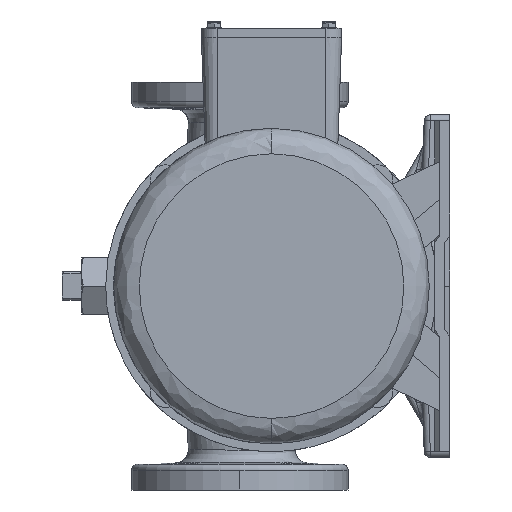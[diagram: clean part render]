
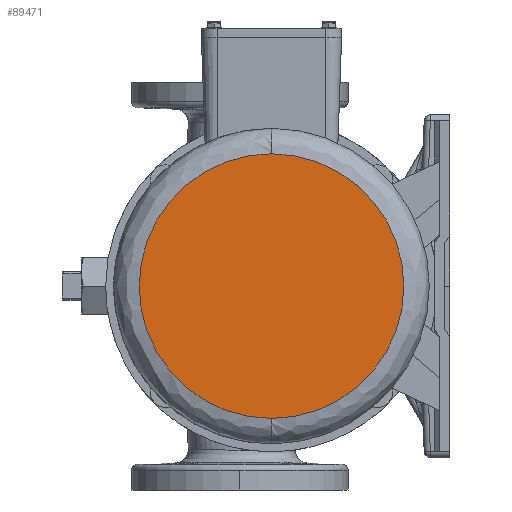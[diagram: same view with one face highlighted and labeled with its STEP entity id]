
A CAD part, left-side view. The second image highlights one B-rep face of the part: STEP entity #89471.
In plain terms, the highlighted free-form (B-spline) face has degree [1, 1] with [4, 2] control points.
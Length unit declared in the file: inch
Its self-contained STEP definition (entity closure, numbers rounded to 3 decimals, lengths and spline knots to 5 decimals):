
#22375 = ORIENTED_EDGE ( 'NONE', *, *, #148756, .F. ) ;
#22906 = CARTESIAN_POINT ( 'NONE',  ( -19.95, 2.59323, -2.62791 ) ) ;
#23298 = VERTEX_POINT ( 'NONE', #180815 ) ;
#45648 = CIRCLE ( 'NONE', #95496, 2.595 ) ;
#59843 = ORIENTED_EDGE ( 'NONE', *, *, #80203, .F. ) ;
#60827 = CARTESIAN_POINT ( 'NONE',  ( -19.95, -2.59677, 2.62437 ) ) ;
#70520 = CARTESIAN_POINT ( 'NONE',  ( -19.95, -0.00177, -0.00177 ) ) ;
#80203 = EDGE_CURVE ( 'Defeatured_0_3626+Defeatured_0_3625+Defeatured_0_3625+Defeatured_0_3625', #106799, #23298, #214366, .T. ) ;
#89471 = ADVANCED_FACE ( 'Defeatured_0_3625', ( #93640 ), #179255, .T. ) ;
#92889 = DIRECTION ( 'NONE',  ( 1., 0., 0. ) ) ;
#93640 = FACE_OUTER_BOUND ( 'NONE', #155777, .T. ) ;
#95496 = AXIS2_PLACEMENT_3D ( 'NONE', #180520, #220200, #242568 ) ;
#106799 = VERTEX_POINT ( 'NONE', #167443 ) ;
#139245 = CARTESIAN_POINT ( 'NONE',  ( -19.95, -2.63694, -2.62791 ) ) ;
#142678 = CARTESIAN_POINT ( 'NONE',  ( -19.95, 2.59323, 2.62437 ) ) ;
#148756 = EDGE_CURVE ( 'Defeatured_0_3626+Defeatured_0_3625+Defeatured_0_3625+Defeatured_0_3625', #23298, #106799, #45648, .T. ) ;
#153140 = DIRECTION ( 'NONE',  ( 0., 0., 1. ) ) ;
#155777 = EDGE_LOOP ( 'NONE', ( #22375, #59843 ) ) ;
#167443 = CARTESIAN_POINT ( 'NONE',  ( -19.95, -0.00177, -2.59677 ) ) ;
#179255 = B_SPLINE_SURFACE_WITH_KNOTS ( 'NONE', 1, 1, ( 
 ( #241747, #139245 ),
 ( #60827, #179724 ),
 ( #142678, #22906 ),
 ( #221984, #238353 ) ),
 .UNSPECIFIED., .F., .F., .F.,
 ( 2, 1, 1, 2 ),
 ( 2, 2 ),
 ( -0.00774, 0., 1., 1.00774 ),
 ( 0., 1. ),
 .UNSPECIFIED. ) ;
#179724 = CARTESIAN_POINT ( 'NONE',  ( -19.95, -2.59677, -2.62791 ) ) ;
#180520 = CARTESIAN_POINT ( 'NONE',  ( -19.95, -0.00177, -0.00177 ) ) ;
#180815 = CARTESIAN_POINT ( 'NONE',  ( -19.95, -0.00177, 2.59323 ) ) ;
#214366 = CIRCLE ( 'NONE', #248676, 2.595 ) ;
#220200 = DIRECTION ( 'NONE',  ( 1., 0., 0. ) ) ;
#221984 = CARTESIAN_POINT ( 'NONE',  ( -19.95, 2.63341, 2.62437 ) ) ;
#238353 = CARTESIAN_POINT ( 'NONE',  ( -19.95, 2.63341, -2.62791 ) ) ;
#241747 = CARTESIAN_POINT ( 'NONE',  ( -19.95, -2.63694, 2.62437 ) ) ;
#242568 = DIRECTION ( 'NONE',  ( 0., 0., 1. ) ) ;
#248676 = AXIS2_PLACEMENT_3D ( 'NONE', #70520, #92889, #153140 ) ;
